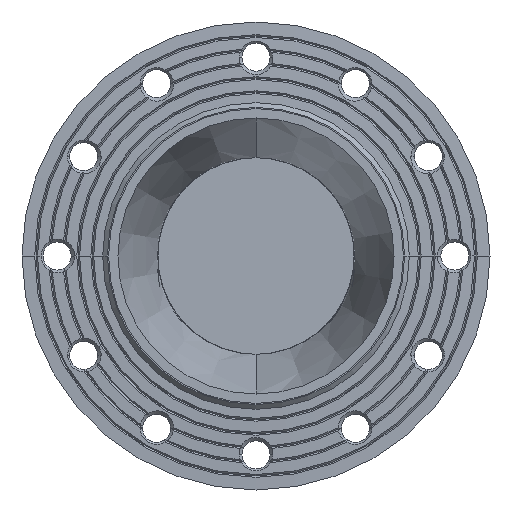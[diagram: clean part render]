
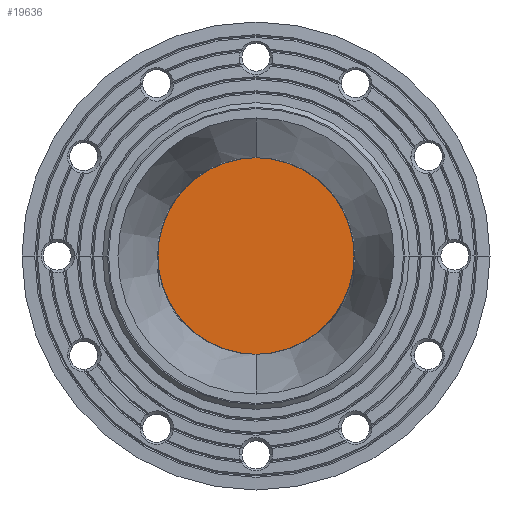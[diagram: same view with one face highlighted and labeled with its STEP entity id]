
A CAD part, front view. The second image highlights one B-rep face of the part: STEP entity #19636.
In plain terms, the highlighted planar face has unit normal (0, -1, 0).
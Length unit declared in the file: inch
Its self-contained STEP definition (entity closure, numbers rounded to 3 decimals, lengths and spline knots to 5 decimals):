
#1339 = CIRCLE ( 'NONE', #15426, 0.88583 ) ;
#1666 = ORIENTED_EDGE ( 'NONE', *, *, #24676, .T. ) ;
#4883 = ORIENTED_EDGE ( 'NONE', *, *, #24877, .T. ) ;
#7261 = CARTESIAN_POINT ( 'NONE',  ( 0., 1.20472, 0. ) ) ;
#7263 = DIRECTION ( 'NONE',  ( 0., -1., 0. ) ) ;
#7265 = DIRECTION ( 'NONE',  ( 0.707, 0., -0.707 ) ) ;
#8759 = CARTESIAN_POINT ( 'NONE',  ( 0., 1.20472, 0. ) ) ;
#8760 = DIRECTION ( 'NONE',  ( 0., -1., 0. ) ) ;
#8762 = DIRECTION ( 'NONE',  ( 0.707, 0., -0.707 ) ) ;
#13759 = DIRECTION ( 'NONE',  ( 0.707, 0., -0.707 ) ) ;
#13760 = DIRECTION ( 'NONE',  ( 0., -1., 0. ) ) ;
#13762 = PLANE ( 'NONE',  #24534 ) ;
#13769 = CARTESIAN_POINT ( 'NONE',  ( 0., 1.20472, 0. ) ) ;
#14328 = EDGE_LOOP ( 'NONE', ( #1666, #4883 ) ) ;
#15426 = AXIS2_PLACEMENT_3D ( 'NONE', #8759, #8760, #8762 ) ;
#15480 = AXIS2_PLACEMENT_3D ( 'NONE', #7261, #7263, #7265 ) ;
#19636 = ADVANCED_FACE ( 'NONE', ( #29675 ), #13762, .T. ) ;
#20496 = CARTESIAN_POINT ( 'NONE',  ( 0.62637, 1.20472, -0.62637 ) ) ;
#20872 = CARTESIAN_POINT ( 'NONE',  ( -0.62637, 1.20472, 0.62637 ) ) ;
#24534 = AXIS2_PLACEMENT_3D ( 'NONE', #13769, #13760, #13759 ) ;
#24676 = EDGE_CURVE ( 'NONE', #31402, #31105, #30705, .T. ) ;
#24877 = EDGE_CURVE ( 'NONE', #31105, #31402, #1339, .T. ) ;
#29675 = FACE_OUTER_BOUND ( 'NONE', #14328, .T. ) ;
#30705 = CIRCLE ( 'NONE', #15480, 0.88583 ) ;
#31105 = VERTEX_POINT ( 'NONE', #20496 ) ;
#31402 = VERTEX_POINT ( 'NONE', #20872 ) ;
